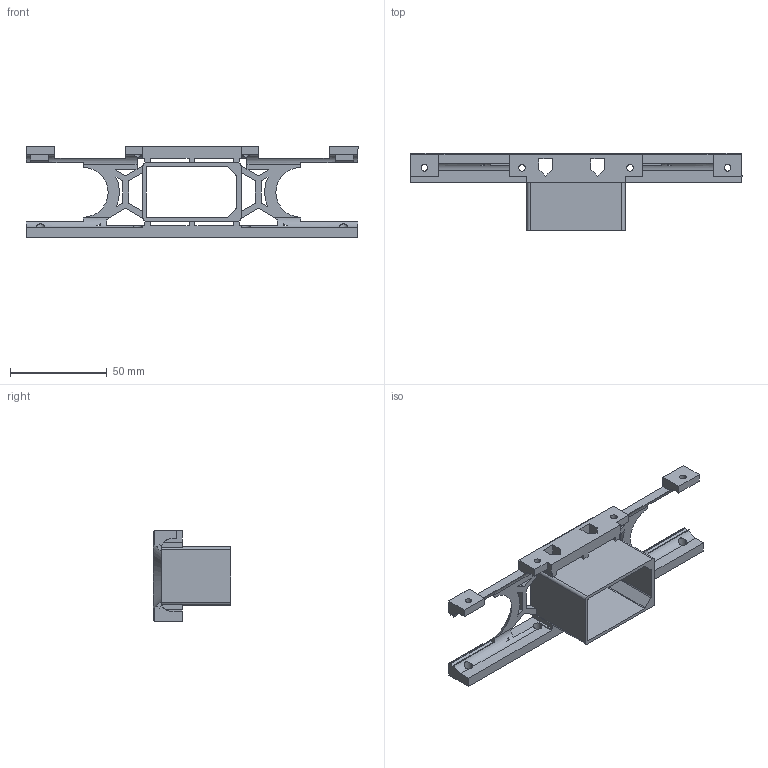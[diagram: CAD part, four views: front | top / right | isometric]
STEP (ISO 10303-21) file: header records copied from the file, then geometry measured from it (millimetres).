
FILE_DESCRIPTION (( 'STEP AP214' ), '1' );
FILE_NAME ('rear_micron_skirt_and_inlet_8_5_21.STEP', '2021-08-06T02:34:20', ( '' ), ( '' ), 'SwSTEP 2.0', 'SolidWorks 2021', '' );
FILE_SCHEMA (( 'AUTOMOTIVE_DESIGN' ));
Length unit declared in the file: millimetre
Products named in the file (1): rear_micron_skirt_and_inlet_8_5_21
Bounding box: 171.95 x 40 x 47 mm (x, y, z)
Volume: 37556.5 mm3; surface area: 28327.8 mm2
Topology: 1 solids, 1 shells, 296 faces, 870 edges, 556 vertices
Faces by surface type: plane 242, cylinder 42, cone 12
Entity records: 10049 total; most frequent: CARTESIAN_POINT 2082, ORIENTED_EDGE 1740, DIRECTION 1518, EDGE_CURVE 870, VECTOR 704, LINE 704, VERTEX_POINT 556, AXIS2_PLACEMENT_3D 407
